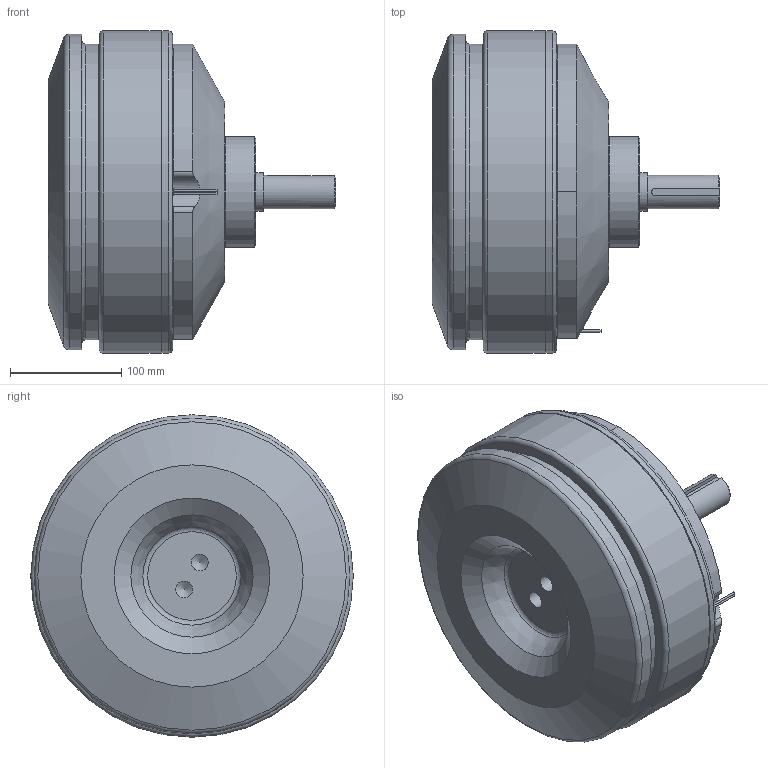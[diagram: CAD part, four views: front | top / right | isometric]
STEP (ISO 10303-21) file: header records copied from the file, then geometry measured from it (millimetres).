
FILE_DESCRIPTION(('STEP AP214'),'1');
FILE_NAME('PRB-10W4.stp','2016-02-26T06:39:19',(' '),(' '),'Spatial InterOp 3D',' ',' ');
FILE_SCHEMA(('automotive_design'));
Length unit declared in the file: millimetre
Products named in the file (1): 1
Bounding box: 259 x 290 x 290 mm (x, y, z)
Volume: 8887330.8 mm3; surface area: 290819.1 mm2
Topology: 1 solids, 1 shells, 71 faces, 156 edges, 106 vertices
Faces by surface type: cylinder 28, plane 25, cone 12, torus 6
Full cylindrical faces by diameter (mm): 2 x2, 6 x1, 8.5 x7, 15.25 x2, 30 x1, 35 x1, 100 x1, 260 x1, 266 x1, 284 x1, 290 x2
Entity records: 2483 total; most frequent: CARTESIAN_POINT 398, DIRECTION 345, ORIENTED_EDGE 232, AXIS2_PLACEMENT_3D 162, EDGE_LOOP 127, EDGE_CURVE 116, VERTEX_POINT 105, FACE_BOUND 95
